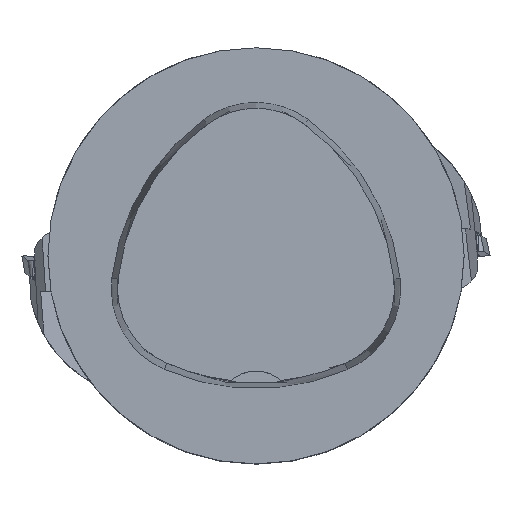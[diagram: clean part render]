
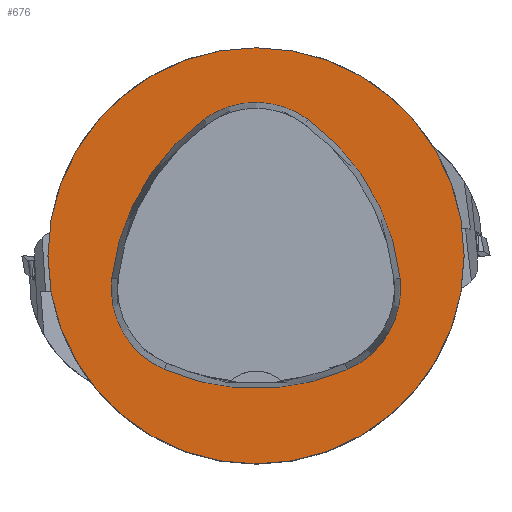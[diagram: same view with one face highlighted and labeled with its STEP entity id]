
A CAD part, top view. The second image highlights one B-rep face of the part: STEP entity #676.
In plain terms, the highlighted planar face has unit normal (0, 0, 1).
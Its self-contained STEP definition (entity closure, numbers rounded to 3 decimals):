
#337=FACE_BOUND('',#1300,.T.);
#338=FACE_BOUND('',#1301,.T.);
#445=CIRCLE('',#4827,40.);
#446=CIRCLE('',#4833,44.);
#448=CIRCLE('',#4836,17.);
#450=CIRCLE('',#4839,44.);
#452=CIRCLE('',#4842,17.);
#456=CIRCLE('',#4847,44.);
#458=CIRCLE('',#4850,17.);
#676=ADVANCED_FACE('',(#337,#338),#849,.T.);
#849=PLANE('',#4855);
#1300=EDGE_LOOP('',(#2395,#2396,#2397,#2398,#2399,#2400));
#1301=EDGE_LOOP('',(#2401));
#2395=ORIENTED_EDGE('',*,*,#3562,.T.);
#2396=ORIENTED_EDGE('',*,*,#3542,.T.);
#2397=ORIENTED_EDGE('',*,*,#3546,.T.);
#2398=ORIENTED_EDGE('',*,*,#3549,.T.);
#2399=ORIENTED_EDGE('',*,*,#3552,.T.);
#2400=ORIENTED_EDGE('',*,*,#3560,.T.);
#2401=ORIENTED_EDGE('',*,*,#3533,.F.);
#2999=VERTEX_POINT('',#7437);
#3008=VERTEX_POINT('',#7456);
#3009=VERTEX_POINT('',#7457);
#3012=VERTEX_POINT('',#7465);
#3014=VERTEX_POINT('',#7471);
#3016=VERTEX_POINT('',#7477);
#3023=VERTEX_POINT('',#7498);
#3533=EDGE_CURVE('',#2999,#2999,#445,.T.);
#3542=EDGE_CURVE('',#3008,#3009,#446,.T.);
#3546=EDGE_CURVE('',#3009,#3012,#448,.T.);
#3549=EDGE_CURVE('',#3012,#3014,#450,.T.);
#3552=EDGE_CURVE('',#3014,#3016,#452,.T.);
#3560=EDGE_CURVE('',#3016,#3023,#456,.T.);
#3562=EDGE_CURVE('',#3023,#3008,#458,.T.);
#4827=AXIS2_PLACEMENT_3D('',#7436,#5726,#5727);
#4833=AXIS2_PLACEMENT_3D('',#7455,#5742,#5743);
#4836=AXIS2_PLACEMENT_3D('',#7464,#5750,#5751);
#4839=AXIS2_PLACEMENT_3D('',#7470,#5757,#5758);
#4842=AXIS2_PLACEMENT_3D('',#7476,#5764,#5765);
#4847=AXIS2_PLACEMENT_3D('',#7499,#5776,#5777);
#4850=AXIS2_PLACEMENT_3D('',#7502,#5782,#5783);
#4855=AXIS2_PLACEMENT_3D('',#7507,#5792,#5793);
#5726=DIRECTION('',(0.,0.,-1.));
#5727=DIRECTION('',(-1.,0.,0.));
#5742=DIRECTION('',(0.,0.,-1.));
#5743=DIRECTION('',(-1.,0.,0.));
#5750=DIRECTION('',(0.,0.,-1.));
#5751=DIRECTION('',(-1.,0.,0.));
#5757=DIRECTION('',(0.,0.,-1.));
#5758=DIRECTION('',(-1.,0.,0.));
#5764=DIRECTION('',(0.,0.,-1.));
#5765=DIRECTION('',(-1.,0.,0.));
#5776=DIRECTION('',(0.,0.,-1.));
#5777=DIRECTION('',(-1.,0.,0.));
#5782=DIRECTION('',(0.,0.,-1.));
#5783=DIRECTION('',(-1.,0.,0.));
#5792=DIRECTION('',(0.,0.,1.));
#5793=DIRECTION('',(-1.,0.,0.));
#7436=CARTESIAN_POINT('',(0.,0.,0.));
#7437=CARTESIAN_POINT('',(-40.,0.,0.));
#7455=CARTESIAN_POINT('',(16.01,-9.224,0.));
#7456=CARTESIAN_POINT('',(-27.722,-4.378,0.));
#7457=CARTESIAN_POINT('',(-10.119,26.178,0.));
#7464=CARTESIAN_POINT('',(-0.023,12.5,0.));
#7465=CARTESIAN_POINT('',(10.049,26.194,0.));
#7470=CARTESIAN_POINT('',(-16.021,-9.25,0.));
#7471=CARTESIAN_POINT('',(27.71,-4.394,0.));
#7476=CARTESIAN_POINT('',(10.814,-6.27,0.));
#7477=CARTESIAN_POINT('',(17.611,-21.852,0.));
#7498=CARTESIAN_POINT('',(-17.652,-21.819,0.));
#7499=CARTESIAN_POINT('',(0.017,18.477,0.));
#7502=CARTESIAN_POINT('',(-10.825,-6.25,0.));
#7507=CARTESIAN_POINT('',(0.,0.,0.));
